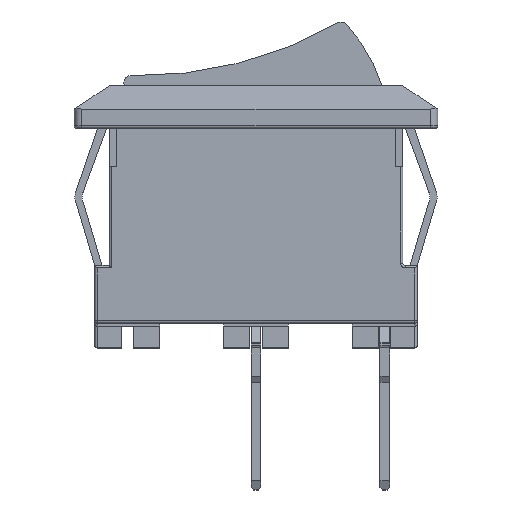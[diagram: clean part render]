
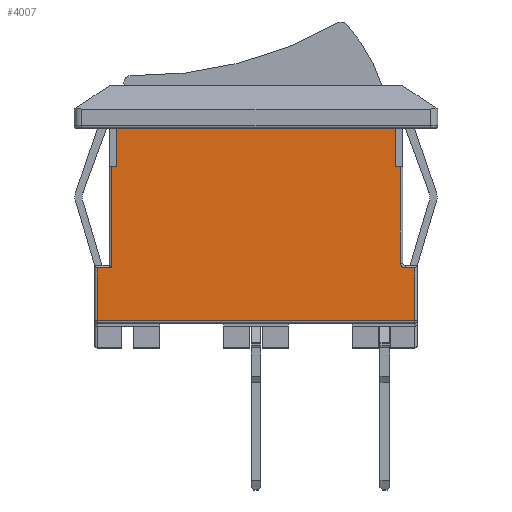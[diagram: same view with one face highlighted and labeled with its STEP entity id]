
A CAD part, top view. The second image highlights one B-rep face of the part: STEP entity #4007.
In plain terms, the highlighted planar face has unit normal (0, 0, 1).
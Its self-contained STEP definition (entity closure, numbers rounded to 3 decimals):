
#56=PLANE('',#4332);
#187=LINE('',#5766,#646);
#248=LINE('',#5940,#707);
#253=LINE('',#5957,#712);
#261=LINE('',#5992,#720);
#268=LINE('',#6023,#727);
#274=LINE('',#6036,#733);
#278=LINE('',#6068,#737);
#281=LINE('',#6072,#740);
#335=LINE('',#6196,#794);
#336=LINE('',#6197,#795);
#337=LINE('',#6199,#796);
#338=LINE('',#6200,#797);
#646=VECTOR('',#4576,10.);
#707=VECTOR('',#4745,10.);
#712=VECTOR('',#4762,10.);
#720=VECTOR('',#4800,10.);
#727=VECTOR('',#4835,10.);
#733=VECTOR('',#4849,10.);
#737=VECTOR('',#4883,10.);
#740=VECTOR('',#4888,10.);
#794=VECTOR('',#5012,10.);
#795=VECTOR('',#5013,10.);
#796=VECTOR('',#5014,10.);
#797=VECTOR('',#5015,10.);
#1273=FACE_OUTER_BOUND('',#1500,.T.);
#1500=EDGE_LOOP('',(#3108,#3109,#3110,#3111,#3112,#3113,#3114,#3115,#3116,
#3117,#3118,#3119,#3120));
#1698=CIRCLE('',#4293,0.2);
#1779=VERTEX_POINT('',#5763);
#1780=VERTEX_POINT('',#5765);
#1838=VERTEX_POINT('',#5938);
#1839=VERTEX_POINT('',#5939);
#1845=VERTEX_POINT('',#5955);
#1855=VERTEX_POINT('',#5984);
#1865=VERTEX_POINT('',#6016);
#1870=VERTEX_POINT('',#6035);
#1880=VERTEX_POINT('',#6059);
#1881=VERTEX_POINT('',#6061);
#1883=VERTEX_POINT('',#6066);
#1918=VERTEX_POINT('',#6195);
#1919=VERTEX_POINT('',#6198);
#2161=EDGE_CURVE('',#1779,#1780,#187,.T.);
#2247=EDGE_CURVE('',#1838,#1839,#248,.T.);
#2256=EDGE_CURVE('',#1845,#1838,#253,.T.);
#2273=EDGE_CURVE('',#1855,#1845,#261,.T.);
#2288=EDGE_CURVE('',#1865,#1855,#268,.T.);
#2295=EDGE_CURVE('',#1870,#1865,#274,.T.);
#2307=EDGE_CURVE('',#1880,#1881,#1698,.T.);
#2310=EDGE_CURVE('',#1883,#1880,#278,.T.);
#2313=EDGE_CURVE('',#1881,#1870,#281,.T.);
#2378=EDGE_CURVE('',#1883,#1918,#335,.T.);
#2379=EDGE_CURVE('',#1918,#1780,#336,.T.);
#2380=EDGE_CURVE('',#1779,#1919,#337,.T.);
#2381=EDGE_CURVE('',#1919,#1839,#338,.T.);
#3108=ORIENTED_EDGE('',*,*,#2247,.F.);
#3109=ORIENTED_EDGE('',*,*,#2256,.F.);
#3110=ORIENTED_EDGE('',*,*,#2273,.F.);
#3111=ORIENTED_EDGE('',*,*,#2288,.F.);
#3112=ORIENTED_EDGE('',*,*,#2295,.F.);
#3113=ORIENTED_EDGE('',*,*,#2313,.F.);
#3114=ORIENTED_EDGE('',*,*,#2307,.F.);
#3115=ORIENTED_EDGE('',*,*,#2310,.F.);
#3116=ORIENTED_EDGE('',*,*,#2378,.T.);
#3117=ORIENTED_EDGE('',*,*,#2379,.T.);
#3118=ORIENTED_EDGE('',*,*,#2161,.F.);
#3119=ORIENTED_EDGE('',*,*,#2380,.T.);
#3120=ORIENTED_EDGE('',*,*,#2381,.T.);
#4007=ADVANCED_FACE('',(#1273),#56,.T.);
#4293=AXIS2_PLACEMENT_3D('',#6062,#4875,#4876);
#4332=AXIS2_PLACEMENT_3D('',#6194,#5010,#5011);
#4576=DIRECTION('',(1.,0.,0.));
#4745=DIRECTION('',(0.,1.,0.));
#4762=DIRECTION('',(1.,0.,0.));
#4800=DIRECTION('',(0.,1.,0.));
#4835=DIRECTION('',(-1.,0.,0.));
#4849=DIRECTION('',(0.,-1.,0.));
#4875=DIRECTION('center_axis',(0.,0.,1.));
#4876=DIRECTION('ref_axis',(-0.707,-0.707,0.));
#4883=DIRECTION('',(0.,-1.,0.));
#4888=DIRECTION('',(1.,0.,0.));
#5010=DIRECTION('center_axis',(0.,0.,1.));
#5011=DIRECTION('ref_axis',(1.,0.,0.));
#5012=DIRECTION('',(-1.,0.,0.));
#5013=DIRECTION('',(0.,1.,0.));
#5014=DIRECTION('',(0.,-1.,0.));
#5015=DIRECTION('',(-1.,0.,0.));
#5763=CARTESIAN_POINT('',(0.3,8.1,0.));
#5765=CARTESIAN_POINT('',(11.9,8.1,0.));
#5766=CARTESIAN_POINT('',(0.,8.1,0.));
#5938=CARTESIAN_POINT('',(0.1,2.3,0.));
#5939=CARTESIAN_POINT('',(0.1,6.5,0.));
#5940=CARTESIAN_POINT('',(0.1,0.,0.));
#5955=CARTESIAN_POINT('',(-0.5,2.3,0.));
#5957=CARTESIAN_POINT('',(-0.3,2.3,0.));
#5984=CARTESIAN_POINT('',(-0.5,0.1,0.));
#5992=CARTESIAN_POINT('',(-0.5,0.,0.));
#6016=CARTESIAN_POINT('',(12.7,0.1,0.));
#6023=CARTESIAN_POINT('',(3.05,0.1,0.));
#6035=CARTESIAN_POINT('',(12.7,2.3,0.));
#6036=CARTESIAN_POINT('',(12.7,1.2,0.));
#6059=CARTESIAN_POINT('',(12.1,2.5,0.));
#6061=CARTESIAN_POINT('',(12.3,2.3,0.));
#6062=CARTESIAN_POINT('Origin',(12.3,2.5,0.));
#6066=CARTESIAN_POINT('',(12.1,6.5,0.));
#6068=CARTESIAN_POINT('',(12.1,0.,0.));
#6072=CARTESIAN_POINT('',(6.1,2.3,0.));
#6194=CARTESIAN_POINT('Origin',(0.,0.,0.));
#6195=CARTESIAN_POINT('',(11.9,6.5,0.));
#6196=CARTESIAN_POINT('',(5.95,6.5,0.));
#6197=CARTESIAN_POINT('',(11.9,4.05,0.));
#6198=CARTESIAN_POINT('',(0.3,6.5,0.));
#6199=CARTESIAN_POINT('',(0.3,3.25,0.));
#6200=CARTESIAN_POINT('',(0.,6.5,0.));
